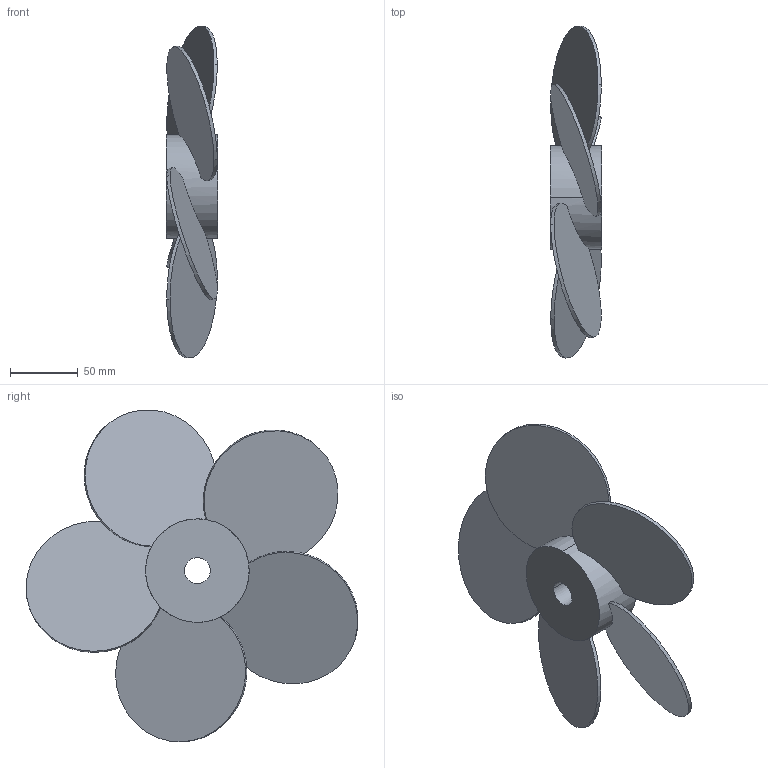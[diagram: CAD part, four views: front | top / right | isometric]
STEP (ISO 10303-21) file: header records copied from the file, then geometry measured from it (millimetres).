
FILE_DESCRIPTION(('produced by SPATIAL CORP'),'2;1');
FILE_NAME( 'condenser_fan.prt.hh.sat.stp','2002-04-19T13:24:28+00:00',('SPATIAL CORP'),( 'SPATIAL CORP'),'ACIS STEP Husk','http://www.spatial.com', 'SPATIAL CORP');
FILE_SCHEMA(('CONFIG_CONTROL_DESIGN'));
Length unit declared in the file: millimetre
Products named in the file (1): PRODUCT_ID_1
Bounding box: 38.1 x 244.17 x 244.17 mm (x, y, z)
Volume: 206836.8 mm3; surface area: 109078.7 mm2
Topology: 1 solids, 1 shells, 63 faces, 151 edges, 94 vertices
Faces by surface type: plane 28, cylinder 27, cone 8
Entity records: 1735 total; most frequent: CARTESIAN_POINT 330, ORIENTED_EDGE 302, DIRECTION 256, EDGE_CURVE 151, AXIS2_PLACEMENT_3D 107, VERTEX_POINT 94, EDGE_LOOP 69, FACE_BOUND 69
